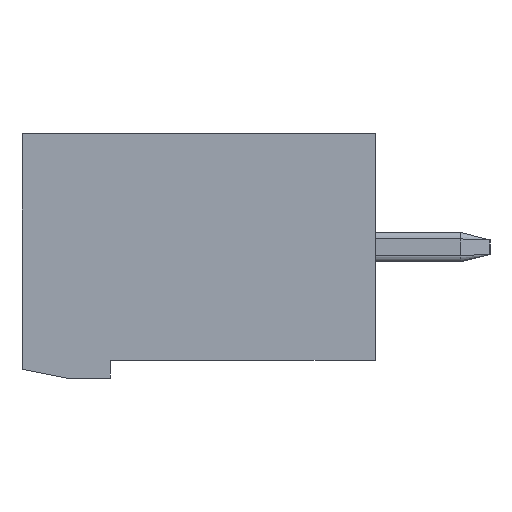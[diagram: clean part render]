
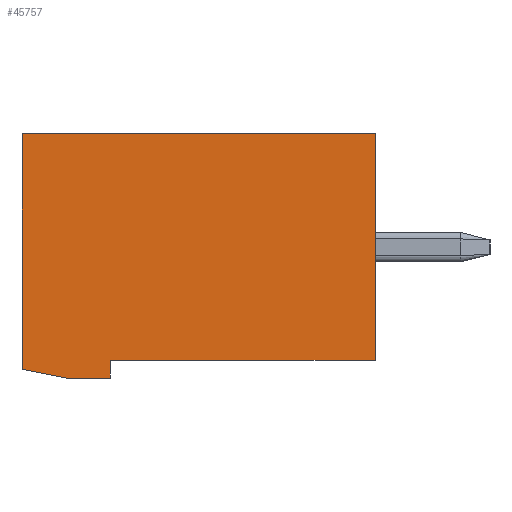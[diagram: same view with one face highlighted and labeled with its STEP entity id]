
A CAD part, left-side view. The second image highlights one B-rep face of the part: STEP entity #45757.
In plain terms, the highlighted planar face has unit normal (-1, 0, 0).
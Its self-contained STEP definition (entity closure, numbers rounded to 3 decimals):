
#45672=CARTESIAN_POINT('',(-26.132,-1.373,-3.8));
#45673=VERTEX_POINT('',#45672);
#45683=CARTESIAN_POINT('',(-26.132,0.,-3.525));
#45684=VERTEX_POINT('',#45683);
#45685=CARTESIAN_POINT('',(-26.132,-1.373,-3.8));
#45686=DIRECTION('',(0.,0.981,0.196));
#45687=VECTOR('',#45686,1.401);
#45688=LINE('',#45685,#45687);
#45689=EDGE_CURVE('',#45673,#45684,#45688,.T.);
#45703=CARTESIAN_POINT('',(-26.132,-3.506,1.913));
#45704=DIRECTION('',(0.,0.,1.));
#45705=DIRECTION('',(-1.,0.,0.));
#45706=AXIS2_PLACEMENT_3D('',#45703,#45705,#45704);
#45707=PLANE('',#45706);
#45708=CARTESIAN_POINT('',(-26.132,0.,3.8));
#45709=VERTEX_POINT('',#45708);
#45710=CARTESIAN_POINT('',(-26.132,0.,3.8));
#45711=DIRECTION('',(0.,0.,-1.));
#45712=VECTOR('',#45711,7.325);
#45713=LINE('',#45710,#45712);
#45714=EDGE_CURVE('',#45709,#45684,#45713,.T.);
#45715=ORIENTED_EDGE('',*,*,#45714,.T.);
#45716=ORIENTED_EDGE('',*,*,#45689,.F.);
#45717=CARTESIAN_POINT('',(-26.132,-2.747,-3.8));
#45718=VERTEX_POINT('',#45717);
#45719=CARTESIAN_POINT('',(-26.132,-1.373,-3.8));
#45720=DIRECTION('',(0.,-1.,0.));
#45721=VECTOR('',#45720,1.373);
#45722=LINE('',#45719,#45721);
#45723=EDGE_CURVE('',#45673,#45718,#45722,.T.);
#45724=ORIENTED_EDGE('',*,*,#45723,.T.);
#45725=CARTESIAN_POINT('',(-26.132,-2.747,-3.25));
#45726=VERTEX_POINT('',#45725);
#45727=CARTESIAN_POINT('',(-26.132,-2.747,-3.8));
#45728=DIRECTION('',(0.,0.,1.));
#45729=VECTOR('',#45728,0.549);
#45730=LINE('',#45727,#45729);
#45731=EDGE_CURVE('',#45718,#45726,#45730,.T.);
#45732=ORIENTED_EDGE('',*,*,#45731,.T.);
#45733=CARTESIAN_POINT('',(-26.132,-10.987,-3.25));
#45734=VERTEX_POINT('',#45733);
#45735=CARTESIAN_POINT('',(-26.132,-2.747,-3.25));
#45736=DIRECTION('',(0.,-1.,0.));
#45737=VECTOR('',#45736,8.24);
#45738=LINE('',#45735,#45737);
#45739=EDGE_CURVE('',#45726,#45734,#45738,.T.);
#45740=ORIENTED_EDGE('',*,*,#45739,.T.);
#45741=CARTESIAN_POINT('',(-26.132,-10.987,3.8));
#45742=VERTEX_POINT('',#45741);
#45743=CARTESIAN_POINT('',(-26.132,-10.987,-3.25));
#45744=DIRECTION('',(0.,0.,1.));
#45745=VECTOR('',#45744,7.05);
#45746=LINE('',#45743,#45745);
#45747=EDGE_CURVE('',#45734,#45742,#45746,.T.);
#45748=ORIENTED_EDGE('',*,*,#45747,.T.);
#45749=CARTESIAN_POINT('',(-26.132,-10.987,3.8));
#45750=DIRECTION('',(0.,1.,0.));
#45751=VECTOR('',#45750,10.987);
#45752=LINE('',#45749,#45751);
#45753=EDGE_CURVE('',#45742,#45709,#45752,.T.);
#45754=ORIENTED_EDGE('',*,*,#45753,.T.);
#45755=EDGE_LOOP('',(#45715,#45716,#45724,#45732,#45740,#45748,#45754));
#45756=FACE_OUTER_BOUND('',#45755,.T.);
#45757=ADVANCED_FACE('',(#45756),#45707,.T.);
